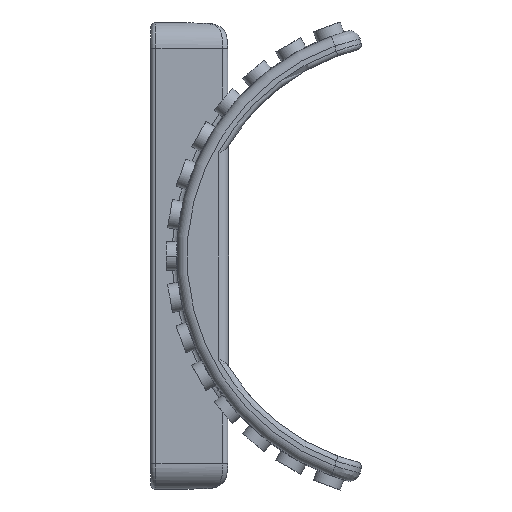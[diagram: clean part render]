
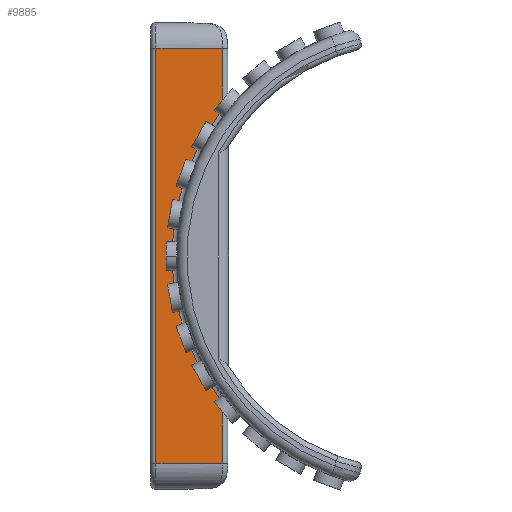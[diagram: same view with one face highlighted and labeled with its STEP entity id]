
A CAD part, left-side view. The second image highlights one B-rep face of the part: STEP entity #9885.
In plain terms, the highlighted planar face has unit normal (-1, 0, 0).
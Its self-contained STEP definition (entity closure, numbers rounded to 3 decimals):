
#11 = CARTESIAN_POINT ( 'NONE',  ( 35., 1.127, -45. ) ) ;
#197 = LINE ( 'NONE', #10935, #16367 ) ;
#865 = DIRECTION ( 'NONE',  ( 0., -1., 0. ) ) ;
#935 = CARTESIAN_POINT ( 'NONE',  ( 35., 10., -40. ) ) ;
#1781 = CARTESIAN_POINT ( 'NONE',  ( 35., 10., -45. ) ) ;
#1866 = DIRECTION ( 'NONE',  ( 0., 0., 1. ) ) ;
#1899 = CARTESIAN_POINT ( 'NONE',  ( 35., 1.127, 28.475 ) ) ;
#2231 = EDGE_CURVE ( 'NONE', #8150, #2363, #11883, .T. ) ;
#2363 = VERTEX_POINT ( 'NONE', #16889 ) ;
#3102 = EDGE_CURVE ( 'NONE', #12668, #9835, #197, .T. ) ;
#3196 = ORIENTED_EDGE ( 'NONE', *, *, #3102, .T. ) ;
#3772 = EDGE_CURVE ( 'NONE', #15716, #12478, #12254, .T. ) ;
#3796 = CARTESIAN_POINT ( 'NONE',  ( 35., 1.127, -28.475 ) ) ;
#3897 = CARTESIAN_POINT ( 'NONE',  ( 35., 14., 40. ) ) ;
#4123 = ORIENTED_EDGE ( 'NONE', *, *, #2231, .T. ) ;
#6330 = DIRECTION ( 'NONE',  ( 0., 0., 1. ) ) ;
#7400 = LINE ( 'NONE', #15602, #9131 ) ;
#7414 = AXIS2_PLACEMENT_3D ( 'NONE', #15876, #14536, #6330 ) ;
#7604 = CARTESIAN_POINT ( 'NONE',  ( 35., 1.127, -45. ) ) ;
#7695 = CIRCLE ( 'NONE', #7414, 46. ) ;
#8150 = VERTEX_POINT ( 'NONE', #1899 ) ;
#8247 = VECTOR ( 'NONE', #865, 1000. ) ;
#8640 = DIRECTION ( 'NONE',  ( 0., 1., 0. ) ) ;
#9131 = VECTOR ( 'NONE', #8640, 1000. ) ;
#9242 = VECTOR ( 'NONE', #13370, 1000. ) ;
#9369 = AXIS2_PLACEMENT_3D ( 'NONE', #1781, #11626, #1866 ) ;
#9835 = VERTEX_POINT ( 'NONE', #10014 ) ;
#9867 = DIRECTION ( 'NONE',  ( 0., 0., -1. ) ) ;
#9885 = ADVANCED_FACE ( 'NONE', ( #15622 ), #14018, .T. ) ;
#10014 = CARTESIAN_POINT ( 'NONE',  ( 35., 14., -40. ) ) ;
#10353 = EDGE_CURVE ( 'NONE', #9835, #15716, #11601, .T. ) ;
#10629 = ORIENTED_EDGE ( 'NONE', *, *, #10353, .T. ) ;
#10923 = DIRECTION ( 'NONE',  ( 0., 0., 1. ) ) ;
#10935 = CARTESIAN_POINT ( 'NONE',  ( 35., 14., -45. ) ) ;
#11410 = ORIENTED_EDGE ( 'NONE', *, *, #13753, .T. ) ;
#11547 = EDGE_LOOP ( 'NONE', ( #12976, #14353, #4123, #11410, #3196, #10629 ) ) ;
#11601 = LINE ( 'NONE', #935, #8247 ) ;
#11626 = DIRECTION ( 'NONE',  ( -1., 0., 0. ) ) ;
#11883 = LINE ( 'NONE', #7604, #9242 ) ;
#12254 = LINE ( 'NONE', #11, #16974 ) ;
#12478 = VERTEX_POINT ( 'NONE', #3796 ) ;
#12668 = VERTEX_POINT ( 'NONE', #3897 ) ;
#12976 = ORIENTED_EDGE ( 'NONE', *, *, #3772, .T. ) ;
#13046 = EDGE_CURVE ( 'NONE', #12478, #8150, #7695, .T. ) ;
#13370 = DIRECTION ( 'NONE',  ( 0., 0., 1. ) ) ;
#13753 = EDGE_CURVE ( 'NONE', #2363, #12668, #7400, .T. ) ;
#14018 = PLANE ( 'NONE',  #9369 ) ;
#14353 = ORIENTED_EDGE ( 'NONE', *, *, #13046, .T. ) ;
#14536 = DIRECTION ( 'NONE',  ( 1., 0., 0. ) ) ;
#15602 = CARTESIAN_POINT ( 'NONE',  ( 35., 15., 40. ) ) ;
#15622 = FACE_OUTER_BOUND ( 'NONE', #11547, .T. ) ;
#15716 = VERTEX_POINT ( 'NONE', #16811 ) ;
#15876 = CARTESIAN_POINT ( 'NONE',  ( 35., -35., 0. ) ) ;
#16367 = VECTOR ( 'NONE', #9867, 1000. ) ;
#16811 = CARTESIAN_POINT ( 'NONE',  ( 35., 1.127, -40. ) ) ;
#16889 = CARTESIAN_POINT ( 'NONE',  ( 35., 1.127, 40. ) ) ;
#16974 = VECTOR ( 'NONE', #10923, 1000. ) ;
